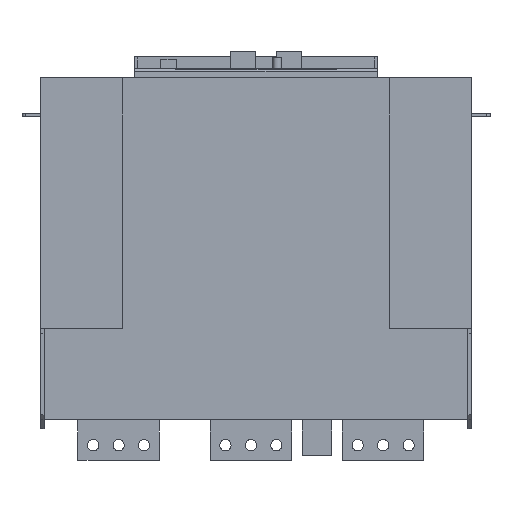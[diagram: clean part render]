
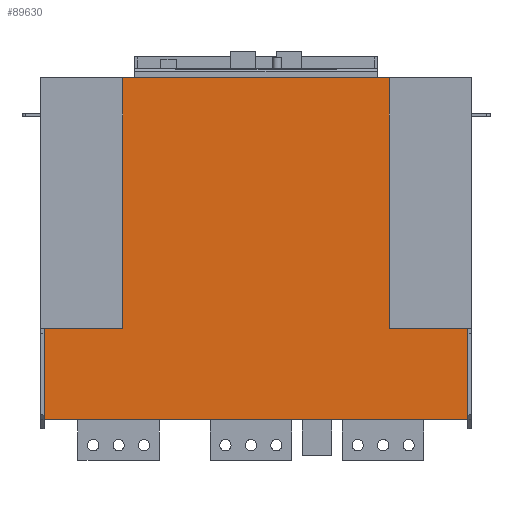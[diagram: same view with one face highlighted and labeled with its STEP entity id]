
A CAD part, front view. The second image highlights one B-rep face of the part: STEP entity #89630.
In plain terms, the highlighted planar face has unit normal (0, -1, 0).
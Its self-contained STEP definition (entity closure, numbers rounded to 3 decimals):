
#88080=CARTESIAN_POINT('',(1761.31,195.666,-345.));
#88090=VERTEX_POINT('',#88080);
#88120=CARTESIAN_POINT('',(1761.31,195.666,0.));
#88130=DIRECTION('',(0.,0.,-1.));
#88140=VECTOR('',#88130,1.);
#88150=LINE('',#88120,#88140);
#88160=CARTESIAN_POINT('',(1761.31,195.666,-9.));
#88170=VERTEX_POINT('',#88160);
#88180=EDGE_CURVE('',#88170,#88090,#88150,.T.);
#88870=CARTESIAN_POINT('',(1344.7,195.666,-9.));
#88880=VERTEX_POINT('',#88870);
#88910=CARTESIAN_POINT('',(1344.7,195.666,0.));
#88920=DIRECTION('',(0.,0.,1.));
#88930=VECTOR('',#88920,1.);
#88940=LINE('',#88910,#88930);
#88950=CARTESIAN_POINT('',(1344.7,195.666,-345.));
#88960=VERTEX_POINT('',#88950);
#88970=EDGE_CURVE('',#88960,#88880,#88940,.T.);
#89360=CARTESIAN_POINT('',(0.,195.666,-9.));
#89370=DIRECTION('',(1.,0.,0.));
#89380=VECTOR('',#89370,1.);
#89390=LINE('',#89360,#89380);
#89400=EDGE_CURVE('',#88880,#88170,#89390,.T.);
#89470=CARTESIAN_POINT('',(1658.51,195.666,-345.));
#89480=DIRECTION('',(0.,1.,0.));
#89490=DIRECTION('',(0.,0.,-1.));
#89500=AXIS2_PLACEMENT_3D('',#89470,#89480,#89490);
#89510=PLANE('',#89500);
#89520=ORIENTED_EDGE('',*,*,#88180,.F.);
#89530=CARTESIAN_POINT('',(0.,195.666,-345.));
#89540=DIRECTION('',(-1.,0.,0.));
#89550=VECTOR('',#89540,1.);
#89560=LINE('',#89530,#89550);
#89570=EDGE_CURVE('',#88090,#88960,#89560,.T.);
#89580=ORIENTED_EDGE('',*,*,#89570,.F.);
#89590=ORIENTED_EDGE('',*,*,#88970,.F.);
#89600=ORIENTED_EDGE('',*,*,#89400,.F.);
#89610=EDGE_LOOP('',(#89600,#89590,#89580,#89520));
#89620=FACE_OUTER_BOUND('',#89610,.T.);
#89630=ADVANCED_FACE('',(#89620),#89510,.F.);
